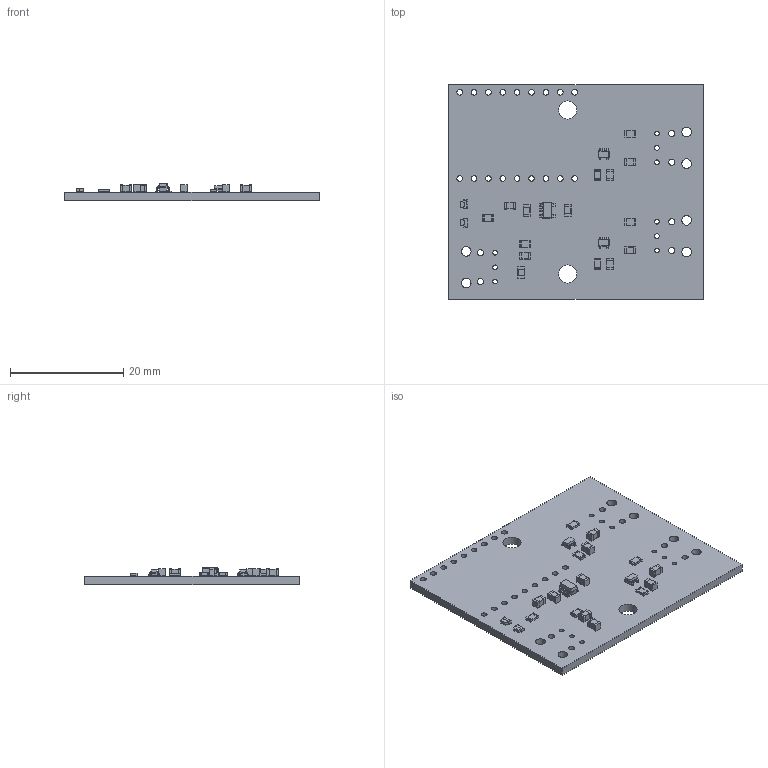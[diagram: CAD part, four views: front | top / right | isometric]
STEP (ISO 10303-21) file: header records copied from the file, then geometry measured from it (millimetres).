
FILE_DESCRIPTION(('KiCad electronic assembly'),'2;1');
FILE_NAME('ESP32-Toslink-Switcher.step','2025-12-27T13:13:10',('Pcbnew') ,('Kicad'),'Open CASCADE STEP processor 7.8','KiCad to STEP converter' ,'Unknown');
FILE_SCHEMA(('AUTOMOTIVE_DESIGN { 1 0 10303 214 1 1 1 1 }'));
Length unit declared in the file: millimetre
Products named in the file (8): ESP32-Toslink-Switcher 1; C_0805_2012Metric; R_0805_2012Metric; SOT-23-5; SOT-353_SC-70-5; L_0805_2012Metric; LED_Kingbright_APA1606_1.6x0.6mm_Horizontal; ESP32-Toslink-Switcher_PCB
Assembly tree (21 placements, depth 2):
  ESP32-Toslink-Switcher 1
    C_0805_2012Metric  x8
    R_0805_2012Metric  x6
    SOT-23-5
    SOT-353_SC-70-5  x2
    L_0805_2012Metric
    LED_Kingbright_APA1606_1.6x0.6mm_Horizontal  x2
    ESP32-Toslink-Switcher_PCB
Bounding box: 45 x 38 x 3.15 mm (x, y, z)
Volume: 2545.2 mm3; surface area: 4023.2 mm2
Topology: 21 solids, 21 shells, 824 faces, 2116 edges, 1352 vertices
Faces by surface type: plane 480, cylinder 257, bspline 87
Full cylindrical faces by diameter (mm): 0.8 x3, 0.813 x6, 1 x18, 1.1 x2, 1.118 x4, 1.7 x2, 1.702 x4, 3.2 x2
Entity records: 13630 total; most frequent: CARTESIAN_POINT 2174, ORIENTED_EDGE 1896, DIRECTION 1774, EDGE_CURVE 948, LINE 658, VECTOR 658, VERTEX_POINT 598, AXIS2_PLACEMENT_3D 558
